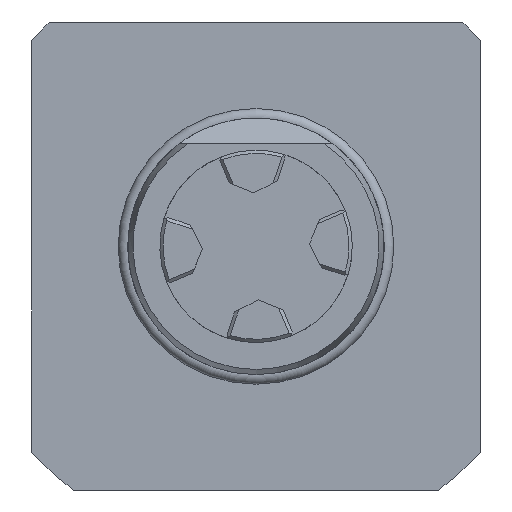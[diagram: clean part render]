
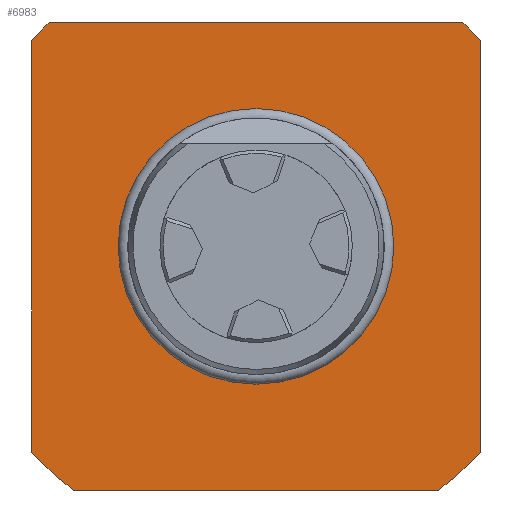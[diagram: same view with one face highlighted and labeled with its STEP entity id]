
A CAD part, front view. The second image highlights one B-rep face of the part: STEP entity #6983.
In plain terms, the highlighted planar face has unit normal (0, -1, 0).
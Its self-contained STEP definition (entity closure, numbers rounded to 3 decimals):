
#438 = PLANE ( 'NONE',  #3213 ) ;
#905 = VECTOR ( 'NONE', #23073, 1000. ) ;
#1480 = ORIENTED_EDGE ( 'NONE', *, *, #14498, .T. ) ;
#1644 = FACE_BOUND ( 'NONE', #8196, .T. ) ;
#1765 = DIRECTION ( 'NONE',  ( 0., 0., -1. ) ) ;
#2002 = DIRECTION ( 'NONE',  ( 0., -1., 0. ) ) ;
#2198 = CARTESIAN_POINT ( 'NONE',  ( 32.113, 0., 35. ) ) ;
#2487 = ORIENTED_EDGE ( 'NONE', *, *, #12280, .F. ) ;
#2491 = DIRECTION ( 'NONE',  ( 0., -1., 0. ) ) ;
#2566 = VERTEX_POINT ( 'NONE', #10509 ) ;
#2679 = CARTESIAN_POINT ( 'NONE',  ( 0., 0., 35. ) ) ;
#3020 = DIRECTION ( 'NONE',  ( 0., -1., 0. ) ) ;
#3213 = AXIS2_PLACEMENT_3D ( 'NONE', #6373, #2491, #11934 ) ;
#3252 = CIRCLE ( 'NONE', #9101, 47.5 ) ;
#3809 = ORIENTED_EDGE ( 'NONE', *, *, #23031, .T. ) ;
#4071 = CARTESIAN_POINT ( 'NONE',  ( 0., 0., 0. ) ) ;
#4073 = CARTESIAN_POINT ( 'NONE',  ( 35., 0., 32.113 ) ) ;
#4419 = ORIENTED_EDGE ( 'NONE', *, *, #21504, .T. ) ;
#4422 = CARTESIAN_POINT ( 'NONE',  ( 0., 0., 0. ) ) ;
#4686 = CARTESIAN_POINT ( 'NONE',  ( 0., 0., 0. ) ) ;
#5668 = CARTESIAN_POINT ( 'NONE',  ( -35., 0., 32.113 ) ) ;
#6253 = DIRECTION ( 'NONE',  ( 0., -1., 0. ) ) ;
#6259 = CARTESIAN_POINT ( 'NONE',  ( -35., 0., -32.113 ) ) ;
#6373 = CARTESIAN_POINT ( 'NONE',  ( 0., 0., -47.5 ) ) ;
#6709 = CARTESIAN_POINT ( 'NONE',  ( -32.113, 0., 35. ) ) ;
#6977 = FACE_OUTER_BOUND ( 'NONE', #12272, .T. ) ;
#6983 = ADVANCED_FACE ( 'NONE', ( #1644, #6977 ), #438, .T. ) ;
#7106 = DIRECTION ( 'NONE',  ( 0., -1., 0. ) ) ;
#7154 = DIRECTION ( 'NONE',  ( 0., -1., 0. ) ) ;
#7400 = VECTOR ( 'NONE', #10209, 1000. ) ;
#7998 = ORIENTED_EDGE ( 'NONE', *, *, #23202, .T. ) ;
#8196 = EDGE_LOOP ( 'NONE', ( #2487 ) ) ;
#8227 = CARTESIAN_POINT ( 'NONE',  ( 35., 0., -47.5 ) ) ;
#8274 = DIRECTION ( 'NONE',  ( 0., 0., -1. ) ) ;
#8713 = VERTEX_POINT ( 'NONE', #5668 ) ;
#9101 = AXIS2_PLACEMENT_3D ( 'NONE', #21971, #3020, #16283 ) ;
#9484 = CARTESIAN_POINT ( 'NONE',  ( -28.5, 0., -38. ) ) ;
#9603 = ORIENTED_EDGE ( 'NONE', *, *, #23360, .T. ) ;
#10209 = DIRECTION ( 'NONE',  ( 0., 0., 1. ) ) ;
#10320 = DIRECTION ( 'NONE',  ( -1., 0., 0. ) ) ;
#10420 = DIRECTION ( 'NONE',  ( 0., 0., -1. ) ) ;
#10509 = CARTESIAN_POINT ( 'NONE',  ( 0., 0., -20. ) ) ;
#10883 = CARTESIAN_POINT ( 'NONE',  ( 35., 0., -32.113 ) ) ;
#11934 = DIRECTION ( 'NONE',  ( 0., 0., -1. ) ) ;
#12110 = CARTESIAN_POINT ( 'NONE',  ( 0., 0., -38. ) ) ;
#12272 = EDGE_LOOP ( 'NONE', ( #3809, #7998, #15566, #9603, #4419, #20522, #1480, #15287 ) ) ;
#12280 = EDGE_CURVE ( 'NONE', #2566, #2566, #22866, .T. ) ;
#12594 = AXIS2_PLACEMENT_3D ( 'NONE', #14565, #7106, #20189 ) ;
#12678 = VERTEX_POINT ( 'NONE', #6259 ) ;
#12991 = VERTEX_POINT ( 'NONE', #4073 ) ;
#13529 = CARTESIAN_POINT ( 'NONE',  ( 28.5, 0., -38. ) ) ;
#13650 = AXIS2_PLACEMENT_3D ( 'NONE', #4071, #2002, #17014 ) ;
#14160 = VECTOR ( 'NONE', #10320, 1000. ) ;
#14328 = VERTEX_POINT ( 'NONE', #2198 ) ;
#14498 = EDGE_CURVE ( 'NONE', #12991, #14328, #21848, .T. ) ;
#14565 = CARTESIAN_POINT ( 'NONE',  ( 0., 0., 0. ) ) ;
#15287 = ORIENTED_EDGE ( 'NONE', *, *, #17941, .T. ) ;
#15566 = ORIENTED_EDGE ( 'NONE', *, *, #20503, .T. ) ;
#16283 = DIRECTION ( 'NONE',  ( 0., 0., -1. ) ) ;
#16941 = EDGE_CURVE ( 'NONE', #19773, #12991, #18880, .T. ) ;
#17014 = DIRECTION ( 'NONE',  ( 0., 0., -1. ) ) ;
#17941 = EDGE_CURVE ( 'NONE', #14328, #20150, #21470, .T. ) ;
#18461 = CIRCLE ( 'NONE', #22676, 47.5 ) ;
#18880 = LINE ( 'NONE', #8227, #7400 ) ;
#19309 = VERTEX_POINT ( 'NONE', #9484 ) ;
#19434 = LINE ( 'NONE', #12110, #905 ) ;
#19773 = VERTEX_POINT ( 'NONE', #10883 ) ;
#20150 = VERTEX_POINT ( 'NONE', #6709 ) ;
#20189 = DIRECTION ( 'NONE',  ( 0., 0., -1. ) ) ;
#20503 = EDGE_CURVE ( 'NONE', #12678, #19309, #18461, .T. ) ;
#20522 = ORIENTED_EDGE ( 'NONE', *, *, #16941, .T. ) ;
#21470 = LINE ( 'NONE', #2679, #14160 ) ;
#21504 = EDGE_CURVE ( 'NONE', #22705, #19773, #23120, .T. ) ;
#21848 = CIRCLE ( 'NONE', #23291, 47.5 ) ;
#21971 = CARTESIAN_POINT ( 'NONE',  ( 0., 0., 0. ) ) ;
#22676 = AXIS2_PLACEMENT_3D ( 'NONE', #4422, #6253, #8274 ) ;
#22705 = VERTEX_POINT ( 'NONE', #13529 ) ;
#22866 = CIRCLE ( 'NONE', #12594, 20. ) ;
#23031 = EDGE_CURVE ( 'NONE', #20150, #8713, #3252, .T. ) ;
#23073 = DIRECTION ( 'NONE',  ( 1., 0., 0. ) ) ;
#23120 = CIRCLE ( 'NONE', #13650, 47.5 ) ;
#23202 = EDGE_CURVE ( 'NONE', #8713, #12678, #23862, .T. ) ;
#23291 = AXIS2_PLACEMENT_3D ( 'NONE', #4686, #7154, #10420 ) ;
#23360 = EDGE_CURVE ( 'NONE', #19309, #22705, #19434, .T. ) ;
#23576 = VECTOR ( 'NONE', #1765, 1000. ) ;
#23862 = LINE ( 'NONE', #24296, #23576 ) ;
#24296 = CARTESIAN_POINT ( 'NONE',  ( -35., 0., -47.5 ) ) ;
